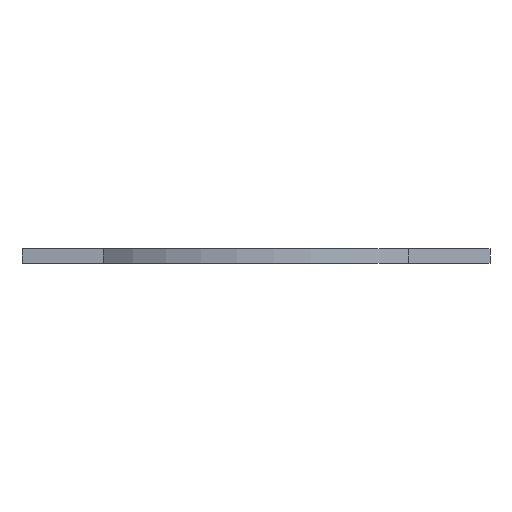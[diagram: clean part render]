
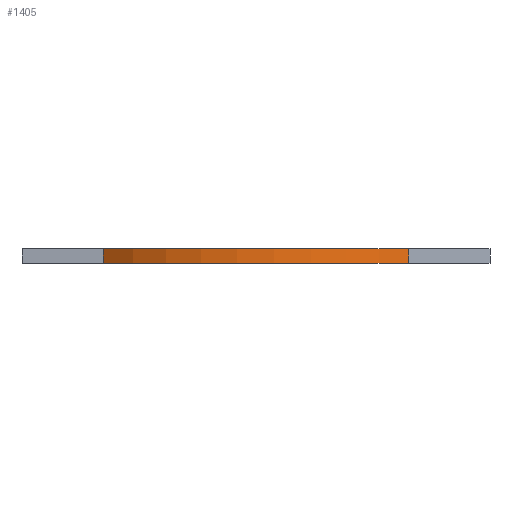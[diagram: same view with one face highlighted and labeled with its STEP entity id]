
A CAD part, left-side view. The second image highlights one B-rep face of the part: STEP entity #1405.
In plain terms, the highlighted cylindrical face has radius 25.937 mm (diameter 51.875 mm), a partial arc.
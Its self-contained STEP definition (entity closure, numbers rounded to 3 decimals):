
#83 = PLANE('',#84);
#84 = AXIS2_PLACEMENT_3D('',#85,#86,#87);
#85 = CARTESIAN_POINT('',(216.529,-73.47,1.6));
#86 = DIRECTION('',(-0.,-0.,-1.));
#87 = DIRECTION('',(-1.,0.,0.));
#137 = PLANE('',#138);
#138 = AXIS2_PLACEMENT_3D('',#139,#140,#141);
#139 = CARTESIAN_POINT('',(216.529,-73.47,0.));
#140 = DIRECTION('',(-0.,-0.,-1.));
#141 = DIRECTION('',(-1.,0.,0.));
#170 = PLANE('',#171);
#171 = AXIS2_PLACEMENT_3D('',#172,#173,#174);
#172 = CARTESIAN_POINT('',(196.941,-56.469,0.));
#173 = DIRECTION('',(-0.996,0.084,0.));
#174 = DIRECTION('',(0.084,0.996,0.));
#419 = VERTEX_POINT('',#420);
#420 = CARTESIAN_POINT('',(196.932,-90.46,0.));
#434 = PLANE('',#435);
#435 = AXIS2_PLACEMENT_3D('',#436,#437,#438);
#436 = CARTESIAN_POINT('',(197.698,-99.49,0.));
#437 = DIRECTION('',(-0.996,-0.085,0.));
#438 = DIRECTION('',(-0.085,0.996,0.));
#446 = EDGE_CURVE('',#447,#419,#449,.T.);
#447 = VERTEX_POINT('',#448);
#448 = CARTESIAN_POINT('',(196.941,-56.469,0.));
#449 = SURFACE_CURVE('',#450,(#455,#466),.PCURVE_S1.);
#450 = CIRCLE('',#451,25.937);
#451 = AXIS2_PLACEMENT_3D('',#452,#453,#454);
#452 = CARTESIAN_POINT('',(216.53,-73.47,0.));
#453 = DIRECTION('',(0.,0.,1.));
#454 = DIRECTION('',(1.,0.,-0.));
#455 = PCURVE('',#137,#456);
#456 = DEFINITIONAL_REPRESENTATION('',(#457),#465);
#457 = ( BOUNDED_CURVE() B_SPLINE_CURVE(2,(#458,#459,#460,#461,#462,#463
,#464),.UNSPECIFIED.,.F.,.F.) B_SPLINE_CURVE_WITH_KNOTS((1,2,2,2,2,1),(
    -2.094,0.,2.094,4.189,6.283,
8.378),.UNSPECIFIED.) CURVE() GEOMETRIC_REPRESENTATION_ITEM() 
RATIONAL_B_SPLINE_CURVE((1.,0.5,1.,0.5,1.,0.5,1.)) REPRESENTATION_ITEM(
  '') );
#458 = CARTESIAN_POINT('',(-25.938,0.));
#459 = CARTESIAN_POINT('',(-25.938,44.924));
#460 = CARTESIAN_POINT('',(12.967,22.462));
#461 = CARTESIAN_POINT('',(51.873,0.));
#462 = CARTESIAN_POINT('',(12.967,-22.463));
#463 = CARTESIAN_POINT('',(-25.938,-44.925));
#464 = CARTESIAN_POINT('',(-25.938,0.));
#465 = ( GEOMETRIC_REPRESENTATION_CONTEXT(2) 
PARAMETRIC_REPRESENTATION_CONTEXT() REPRESENTATION_CONTEXT('2D SPACE',''
  ) );
#466 = PCURVE('',#467,#472);
#467 = CYLINDRICAL_SURFACE('',#468,25.937);
#468 = AXIS2_PLACEMENT_3D('',#469,#470,#471);
#469 = CARTESIAN_POINT('',(216.53,-73.47,0.));
#470 = DIRECTION('',(-0.,-0.,-1.));
#471 = DIRECTION('',(1.,0.,-0.));
#472 = DEFINITIONAL_REPRESENTATION('',(#473),#477);
#473 = LINE('',#474,#475);
#474 = CARTESIAN_POINT('',(-0.,0.));
#475 = VECTOR('',#476,1.);
#476 = DIRECTION('',(-1.,0.));
#477 = ( GEOMETRIC_REPRESENTATION_CONTEXT(2) 
PARAMETRIC_REPRESENTATION_CONTEXT() REPRESENTATION_CONTEXT('2D SPACE',''
  ) );
#972 = VERTEX_POINT('',#973);
#973 = CARTESIAN_POINT('',(196.932,-90.46,1.6));
#994 = EDGE_CURVE('',#995,#972,#997,.T.);
#995 = VERTEX_POINT('',#996);
#996 = CARTESIAN_POINT('',(196.941,-56.469,1.6));
#997 = SURFACE_CURVE('',#998,(#1003,#1014),.PCURVE_S1.);
#998 = CIRCLE('',#999,25.937);
#999 = AXIS2_PLACEMENT_3D('',#1000,#1001,#1002);
#1000 = CARTESIAN_POINT('',(216.53,-73.47,1.6));
#1001 = DIRECTION('',(0.,0.,1.));
#1002 = DIRECTION('',(1.,0.,-0.));
#1003 = PCURVE('',#83,#1004);
#1004 = DEFINITIONAL_REPRESENTATION('',(#1005),#1013);
#1005 = ( BOUNDED_CURVE() B_SPLINE_CURVE(2,(#1006,#1007,#1008,#1009,
#1010,#1011,#1012),.UNSPECIFIED.,.F.,.F.) B_SPLINE_CURVE_WITH_KNOTS((1,2
    ,2,2,2,1),(-2.094,0.,2.094,4.189,
6.283,8.378),.UNSPECIFIED.) CURVE() 
GEOMETRIC_REPRESENTATION_ITEM() RATIONAL_B_SPLINE_CURVE((1.,0.5,1.,0.5,
1.,0.5,1.)) REPRESENTATION_ITEM('') );
#1006 = CARTESIAN_POINT('',(-25.938,0.));
#1007 = CARTESIAN_POINT('',(-25.938,44.924));
#1008 = CARTESIAN_POINT('',(12.967,22.462));
#1009 = CARTESIAN_POINT('',(51.873,0.));
#1010 = CARTESIAN_POINT('',(12.967,-22.463));
#1011 = CARTESIAN_POINT('',(-25.938,-44.925));
#1012 = CARTESIAN_POINT('',(-25.938,0.));
#1013 = ( GEOMETRIC_REPRESENTATION_CONTEXT(2) 
PARAMETRIC_REPRESENTATION_CONTEXT() REPRESENTATION_CONTEXT('2D SPACE',''
  ) );
#1014 = PCURVE('',#467,#1015);
#1015 = DEFINITIONAL_REPRESENTATION('',(#1016),#1020);
#1016 = LINE('',#1017,#1018);
#1017 = CARTESIAN_POINT('',(-0.,-1.6));
#1018 = VECTOR('',#1019,1.);
#1019 = DIRECTION('',(-1.,0.));
#1020 = ( GEOMETRIC_REPRESENTATION_CONTEXT(2) 
PARAMETRIC_REPRESENTATION_CONTEXT() REPRESENTATION_CONTEXT('2D SPACE',''
  ) );
#1355 = EDGE_CURVE('',#447,#995,#1356,.T.);
#1356 = SURFACE_CURVE('',#1357,(#1361,#1368),.PCURVE_S1.);
#1357 = LINE('',#1358,#1359);
#1358 = CARTESIAN_POINT('',(196.941,-56.469,0.));
#1359 = VECTOR('',#1360,1.);
#1360 = DIRECTION('',(0.,0.,1.));
#1361 = PCURVE('',#170,#1362);
#1362 = DEFINITIONAL_REPRESENTATION('',(#1363),#1367);
#1363 = LINE('',#1364,#1365);
#1364 = CARTESIAN_POINT('',(0.,0.));
#1365 = VECTOR('',#1366,1.);
#1366 = DIRECTION('',(0.,-1.));
#1367 = ( GEOMETRIC_REPRESENTATION_CONTEXT(2) 
PARAMETRIC_REPRESENTATION_CONTEXT() REPRESENTATION_CONTEXT('2D SPACE',''
  ) );
#1368 = PCURVE('',#467,#1369);
#1369 = DEFINITIONAL_REPRESENTATION('',(#1370),#1374);
#1370 = LINE('',#1371,#1372);
#1371 = CARTESIAN_POINT('',(-2.427,0.));
#1372 = VECTOR('',#1373,1.);
#1373 = DIRECTION('',(-0.,-1.));
#1374 = ( GEOMETRIC_REPRESENTATION_CONTEXT(2) 
PARAMETRIC_REPRESENTATION_CONTEXT() REPRESENTATION_CONTEXT('2D SPACE',''
  ) );
#1405 = ADVANCED_FACE('',(#1406),#467,.T.);
#1406 = FACE_BOUND('',#1407,.F.);
#1407 = EDGE_LOOP('',(#1408,#1409,#1410,#1431));
#1408 = ORIENTED_EDGE('',*,*,#1355,.T.);
#1409 = ORIENTED_EDGE('',*,*,#994,.T.);
#1410 = ORIENTED_EDGE('',*,*,#1411,.F.);
#1411 = EDGE_CURVE('',#419,#972,#1412,.T.);
#1412 = SURFACE_CURVE('',#1413,(#1417,#1424),.PCURVE_S1.);
#1413 = LINE('',#1414,#1415);
#1414 = CARTESIAN_POINT('',(196.932,-90.46,0.));
#1415 = VECTOR('',#1416,1.);
#1416 = DIRECTION('',(0.,0.,1.));
#1417 = PCURVE('',#467,#1418);
#1418 = DEFINITIONAL_REPRESENTATION('',(#1419),#1423);
#1419 = LINE('',#1420,#1421);
#1420 = CARTESIAN_POINT('',(-3.856,0.));
#1421 = VECTOR('',#1422,1.);
#1422 = DIRECTION('',(-0.,-1.));
#1423 = ( GEOMETRIC_REPRESENTATION_CONTEXT(2) 
PARAMETRIC_REPRESENTATION_CONTEXT() REPRESENTATION_CONTEXT('2D SPACE',''
  ) );
#1424 = PCURVE('',#434,#1425);
#1425 = DEFINITIONAL_REPRESENTATION('',(#1426),#1430);
#1426 = LINE('',#1427,#1428);
#1427 = CARTESIAN_POINT('',(9.062,0.));
#1428 = VECTOR('',#1429,1.);
#1429 = DIRECTION('',(0.,-1.));
#1430 = ( GEOMETRIC_REPRESENTATION_CONTEXT(2) 
PARAMETRIC_REPRESENTATION_CONTEXT() REPRESENTATION_CONTEXT('2D SPACE',''
  ) );
#1431 = ORIENTED_EDGE('',*,*,#446,.F.);
